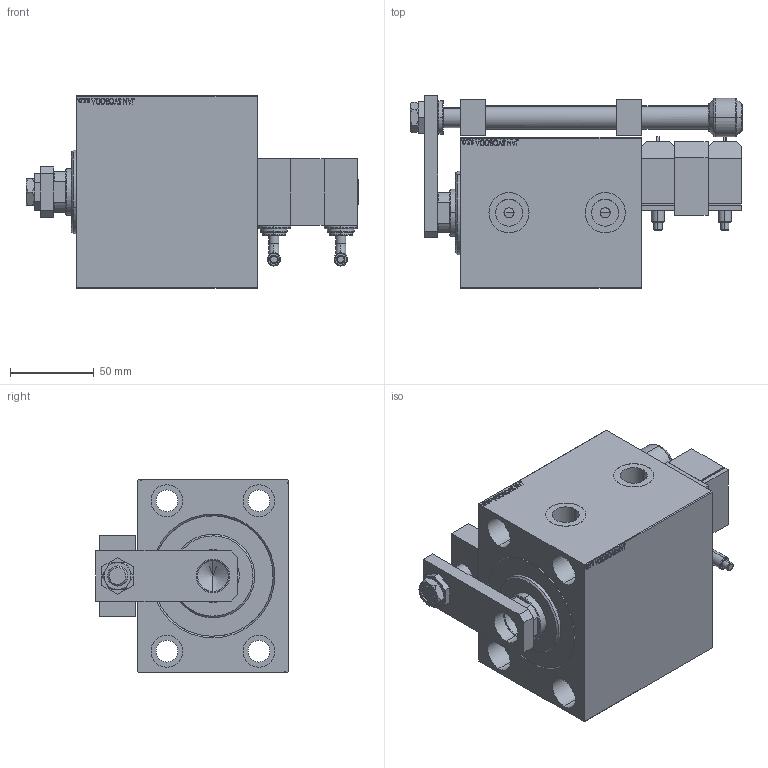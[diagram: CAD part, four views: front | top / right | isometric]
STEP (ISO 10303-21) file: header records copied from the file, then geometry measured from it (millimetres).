
FILE_DESCRIPTION (( 'STEP AP203' ), '1' );
FILE_NAME ('64ec.STEP', '2024-04-12T09:31:17', ( '' ), ( '' ), 'SwSTEP 2.0', 'SolidWorks 2019', '' );
FILE_SCHEMA (( 'CONFIG_CONTROL_DESIGN' ));
Length unit declared in the file: millimetre
Products named in the file (13): NUT_D19_P f53f0e062b23f46d32c520f00b114728; 64ec; V450CM_VC_B f53f0e062b23f46d32c520f00b114728; KROUZEK_PRO_TYC f53f0e062b23f46d32c520f00b114728; SWITCH P f53f0e062b23f46d32c520f00b114728; TYC_P f53f0e062b23f46d32c520f00b114728; V450CM_C_VCP f53f0e062b23f46d32c520f00b114728; ZARAZKA_P f53f0e062b23f46d32c520f00b114728; SWITCH DIM W_B f53f0e062b23f46d32c520f00b114728; MIDDLE f53f0e062b23f46d32c520f00b114728; SWITCH_P_FRONT_BACK f53f0e062b23f46d32c520f00b114728; NUT_D16 f53f0e062b23f46d32c520f00b114728; V450CM_C_Body f53f0e062b23f46d32c520f00b114728
Assembly tree (14 placements, depth 2):
  64ec
    V450CM_C_Body f53f0e062b23f46d32c520f00b114728
    V450CM_C_VCP f53f0e062b23f46d32c520f00b114728
    V450CM_VC_B f53f0e062b23f46d32c520f00b114728
    SWITCH DIM W_B f53f0e062b23f46d32c520f00b114728
    SWITCH P f53f0e062b23f46d32c520f00b114728  x2
    SWITCH_P_FRONT_BACK f53f0e062b23f46d32c520f00b114728  x2
    TYC_P f53f0e062b23f46d32c520f00b114728
    ZARAZKA_P f53f0e062b23f46d32c520f00b114728
    KROUZEK_PRO_TYC f53f0e062b23f46d32c520f00b114728
    MIDDLE f53f0e062b23f46d32c520f00b114728
    NUT_D16 f53f0e062b23f46d32c520f00b114728
    NUT_D19_P f53f0e062b23f46d32c520f00b114728
Bounding box: 198.5 x 115 x 115 mm (x, y, z)
Volume: 1144834.3 mm3; surface area: 188384.5 mm2
Topology: 14 solids, 14 shells, 1118 faces, 2782 edges, 1822 vertices
Faces by surface type: plane 525, bspline 384, cylinder 128, cone 49, torus 32
Entity records: 51295 total; most frequent: CARTESIAN_POINT 27351, ORIENTED_EDGE 5204, DIRECTION 3445, EDGE_CURVE 2602, VERTEX_POINT 1709, LINE 1493, VECTOR 1493, EDGE_LOOP 1195
